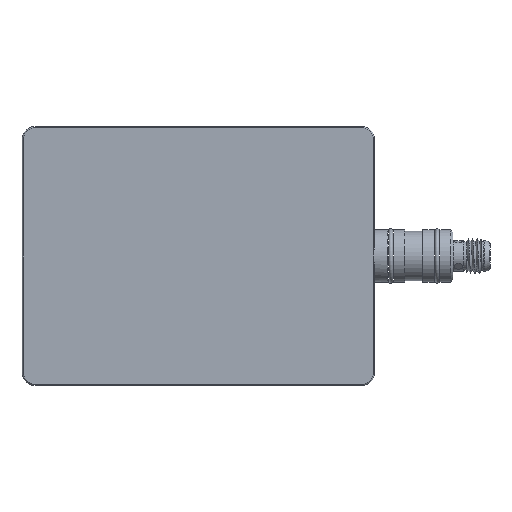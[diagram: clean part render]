
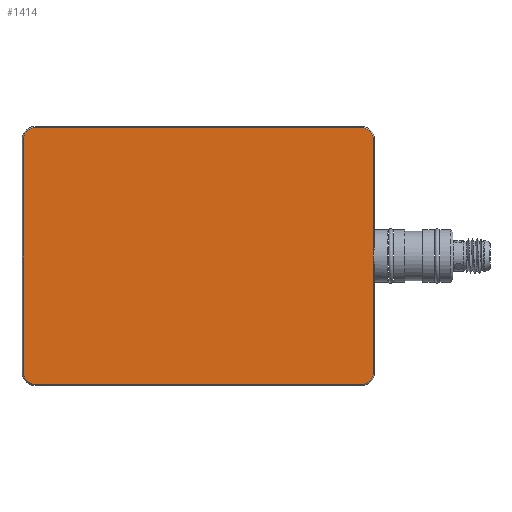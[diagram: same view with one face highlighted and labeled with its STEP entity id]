
A CAD part, front view. The second image highlights one B-rep face of the part: STEP entity #1414.
In plain terms, the highlighted planar face has unit normal (0, -1, 0).
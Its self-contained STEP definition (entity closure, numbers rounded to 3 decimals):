
#39 = CARTESIAN_POINT ( 'NONE',  ( 0., -6., -29.45 ) ) ;
#53 = VERTEX_POINT ( 'NONE', #660 ) ;
#99 = VERTEX_POINT ( 'NONE', #1215 ) ;
#120 = DIRECTION ( 'NONE',  ( 0., -1., 0. ) ) ;
#192 = DIRECTION ( 'NONE',  ( 0., 0., 1. ) ) ;
#244 = LINE ( 'NONE', #1780, #3120 ) ;
#254 = LINE ( 'NONE', #2454, #323 ) ;
#297 = DIRECTION ( 'NONE',  ( 0., -1., 0. ) ) ;
#298 = EDGE_CURVE ( 'NONE', #624, #53, #244, .T. ) ;
#315 = ORIENTED_EDGE ( 'NONE', *, *, #1036, .T. ) ;
#323 = VECTOR ( 'NONE', #1255, 1000. ) ;
#354 = EDGE_CURVE ( 'NONE', #3178, #99, #2021, .T. ) ;
#495 = EDGE_CURVE ( 'NONE', #53, #2827, #3083, .T. ) ;
#518 = CARTESIAN_POINT ( 'NONE',  ( -37.5, -6., 29.45 ) ) ;
#621 = ORIENTED_EDGE ( 'NONE', *, *, #2205, .T. ) ;
#623 = CARTESIAN_POINT ( 'NONE',  ( 0., -6., 29.45 ) ) ;
#624 = VERTEX_POINT ( 'NONE', #1293 ) ;
#660 = CARTESIAN_POINT ( 'NONE',  ( 40.2, -6., 26.75 ) ) ;
#694 = CARTESIAN_POINT ( 'NONE',  ( -40.2, -6., -26.75 ) ) ;
#916 = DIRECTION ( 'NONE',  ( 0., 1., 0. ) ) ;
#946 = CARTESIAN_POINT ( 'NONE',  ( 37.5, -6., 26.75 ) ) ;
#966 = CIRCLE ( 'NONE', #2467, 2.7 ) ;
#971 = VERTEX_POINT ( 'NONE', #1552 ) ;
#1001 = EDGE_CURVE ( 'NONE', #1334, #2785, #966, .T. ) ;
#1026 = AXIS2_PLACEMENT_3D ( 'NONE', #946, #1206, #1141 ) ;
#1036 = EDGE_CURVE ( 'NONE', #2894, #624, #1246, .T. ) ;
#1051 = CARTESIAN_POINT ( 'NONE',  ( -37.5, -6., -26.75 ) ) ;
#1052 = CARTESIAN_POINT ( 'NONE',  ( 37.5, -6., 29.45 ) ) ;
#1141 = DIRECTION ( 'NONE',  ( 0., 0., 1. ) ) ;
#1206 = DIRECTION ( 'NONE',  ( 0., -1., 0. ) ) ;
#1215 = CARTESIAN_POINT ( 'NONE',  ( -40.2, -6., 26.75 ) ) ;
#1246 = LINE ( 'NONE', #1521, #1640 ) ;
#1255 = DIRECTION ( 'NONE',  ( 0., 0., -1. ) ) ;
#1262 = DIRECTION ( 'NONE',  ( 0., 0., 1. ) ) ;
#1293 = CARTESIAN_POINT ( 'NONE',  ( 40.2, -6., 0. ) ) ;
#1334 = VERTEX_POINT ( 'NONE', #694 ) ;
#1382 = EDGE_CURVE ( 'NONE', #971, #2894, #1837, .T. ) ;
#1390 = CARTESIAN_POINT ( 'NONE',  ( 0., -6., 0. ) ) ;
#1414 = ADVANCED_FACE ( 'NONE', ( #2598 ), #1647, .F. ) ;
#1469 = ORIENTED_EDGE ( 'NONE', *, *, #1001, .T. ) ;
#1521 = CARTESIAN_POINT ( 'NONE',  ( 40.2, -6., 0. ) ) ;
#1552 = CARTESIAN_POINT ( 'NONE',  ( 37.5, -6., -29.45 ) ) ;
#1564 = LINE ( 'NONE', #623, #2863 ) ;
#1595 = AXIS2_PLACEMENT_3D ( 'NONE', #1816, #120, #2839 ) ;
#1602 = ORIENTED_EDGE ( 'NONE', *, *, #1820, .T. ) ;
#1626 = AXIS2_PLACEMENT_3D ( 'NONE', #1390, #916, #1630 ) ;
#1630 = DIRECTION ( 'NONE',  ( 0., 0., 1. ) ) ;
#1640 = VECTOR ( 'NONE', #2069, 1000. ) ;
#1647 = PLANE ( 'NONE',  #1626 ) ;
#1668 = CARTESIAN_POINT ( 'NONE',  ( 37.5, -6., -26.75 ) ) ;
#1708 = DIRECTION ( 'NONE',  ( 1., 0., 0. ) ) ;
#1780 = CARTESIAN_POINT ( 'NONE',  ( 40.2, -6., 0. ) ) ;
#1816 = CARTESIAN_POINT ( 'NONE',  ( -37.5, -6., 26.75 ) ) ;
#1820 = EDGE_CURVE ( 'NONE', #2785, #971, #2988, .T. ) ;
#1837 = CIRCLE ( 'NONE', #3009, 2.7 ) ;
#1970 = ORIENTED_EDGE ( 'NONE', *, *, #298, .T. ) ;
#2021 = CIRCLE ( 'NONE', #1595, 2.7 ) ;
#2069 = DIRECTION ( 'NONE',  ( 0., 0., 1. ) ) ;
#2205 = EDGE_CURVE ( 'NONE', #99, #1334, #254, .T. ) ;
#2296 = EDGE_CURVE ( 'NONE', #2827, #3178, #1564, .T. ) ;
#2325 = DIRECTION ( 'NONE',  ( -1., 0., 0. ) ) ;
#2346 = CARTESIAN_POINT ( 'NONE',  ( 40.2, -6., -26.75 ) ) ;
#2454 = CARTESIAN_POINT ( 'NONE',  ( -40.2, -6., 0. ) ) ;
#2467 = AXIS2_PLACEMENT_3D ( 'NONE', #1051, #297, #2794 ) ;
#2529 = ORIENTED_EDGE ( 'NONE', *, *, #1382, .T. ) ;
#2532 = CARTESIAN_POINT ( 'NONE',  ( -37.5, -6., -29.45 ) ) ;
#2533 = ORIENTED_EDGE ( 'NONE', *, *, #2296, .T. ) ;
#2598 = FACE_OUTER_BOUND ( 'NONE', #3109, .T. ) ;
#2652 = DIRECTION ( 'NONE',  ( 0., -1., 0. ) ) ;
#2671 = VECTOR ( 'NONE', #1708, 1000. ) ;
#2785 = VERTEX_POINT ( 'NONE', #2532 ) ;
#2794 = DIRECTION ( 'NONE',  ( 0., 0., 1. ) ) ;
#2827 = VERTEX_POINT ( 'NONE', #1052 ) ;
#2839 = DIRECTION ( 'NONE',  ( 0., 0., 1. ) ) ;
#2863 = VECTOR ( 'NONE', #2325, 1000. ) ;
#2894 = VERTEX_POINT ( 'NONE', #2346 ) ;
#2988 = LINE ( 'NONE', #39, #2671 ) ;
#3009 = AXIS2_PLACEMENT_3D ( 'NONE', #1668, #2652, #192 ) ;
#3077 = ORIENTED_EDGE ( 'NONE', *, *, #354, .T. ) ;
#3083 = CIRCLE ( 'NONE', #1026, 2.7 ) ;
#3095 = ORIENTED_EDGE ( 'NONE', *, *, #495, .T. ) ;
#3109 = EDGE_LOOP ( 'NONE', ( #2533, #3077, #621, #1469, #1602, #2529, #315, #1970, #3095 ) ) ;
#3120 = VECTOR ( 'NONE', #1262, 1000. ) ;
#3178 = VERTEX_POINT ( 'NONE', #518 ) ;
